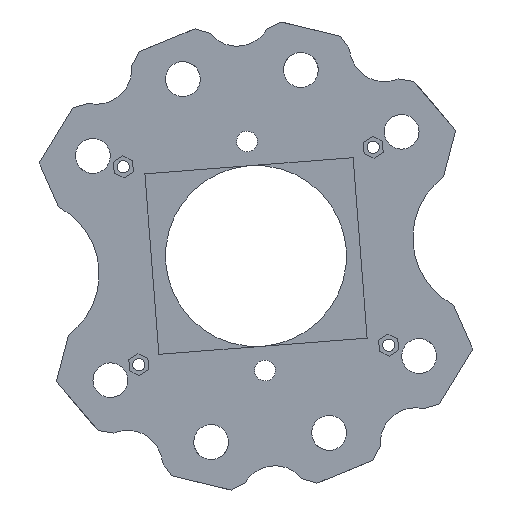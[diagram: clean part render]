
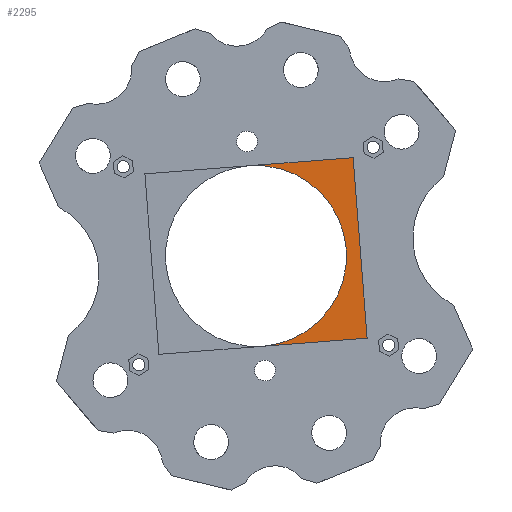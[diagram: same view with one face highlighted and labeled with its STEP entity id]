
A CAD part, front view. The second image highlights one B-rep face of the part: STEP entity #2295.
In plain terms, the highlighted planar face has unit normal (0, -1, 0).
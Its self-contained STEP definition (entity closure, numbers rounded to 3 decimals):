
#166=CIRCLE('',#2482,26.);
#270=FACE_OUTER_BOUND('',#431,.T.);
#431=EDGE_LOOP('',(#1783,#1784,#1785,#1786));
#637=LINE('',#3559,#853);
#638=LINE('',#3561,#854);
#639=LINE('',#3562,#855);
#853=VECTOR('',#2895,10.);
#854=VECTOR('',#2896,10.);
#855=VECTOR('',#2897,10.);
#1093=VERTEX_POINT('',#3550);
#1095=VERTEX_POINT('',#3553);
#1096=VERTEX_POINT('',#3558);
#1097=VERTEX_POINT('',#3560);
#1348=EDGE_CURVE('',#1095,#1093,#166,.T.);
#1351=EDGE_CURVE('',#1096,#1093,#637,.T.);
#1352=EDGE_CURVE('',#1097,#1096,#638,.T.);
#1353=EDGE_CURVE('',#1095,#1097,#639,.T.);
#1783=ORIENTED_EDGE('',*,*,#1348,.T.);
#1784=ORIENTED_EDGE('',*,*,#1351,.F.);
#1785=ORIENTED_EDGE('',*,*,#1352,.F.);
#1786=ORIENTED_EDGE('',*,*,#1353,.F.);
#2210=PLANE('',#2484);
#2295=ADVANCED_FACE('',(#270),#2210,.T.);
#2482=AXIS2_PLACEMENT_3D('',#3554,#2888,#2889);
#2484=AXIS2_PLACEMENT_3D('',#3557,#2893,#2894);
#2888=DIRECTION('center_axis',(0.,1.,0.));
#2889=DIRECTION('ref_axis',(0.997,0.,0.078));
#2893=DIRECTION('center_axis',(0.,-1.,0.));
#2894=DIRECTION('ref_axis',(0.078,0.,-0.997));
#2895=DIRECTION('',(-0.997,0.,-0.078));
#2896=DIRECTION('',(0.078,0.,-0.997));
#2897=DIRECTION('',(0.997,0.,0.078));
#3550=CARTESIAN_POINT('',(38.023,5.,-247.421));
#3553=CARTESIAN_POINT('',(33.977,5.,-195.579));
#3554=CARTESIAN_POINT('Origin',(36.,5.,-221.5));
#3557=CARTESIAN_POINT('Origin',(36.,5.,-221.5));
#3558=CARTESIAN_POINT('',(67.932,5.,-245.087));
#3559=CARTESIAN_POINT('',(52.977,5.,-246.254));
#3560=CARTESIAN_POINT('',(63.886,5.,-193.245));
#3561=CARTESIAN_POINT('',(64.898,5.,-206.205));
#3562=CARTESIAN_POINT('',(19.023,5.,-196.746));
